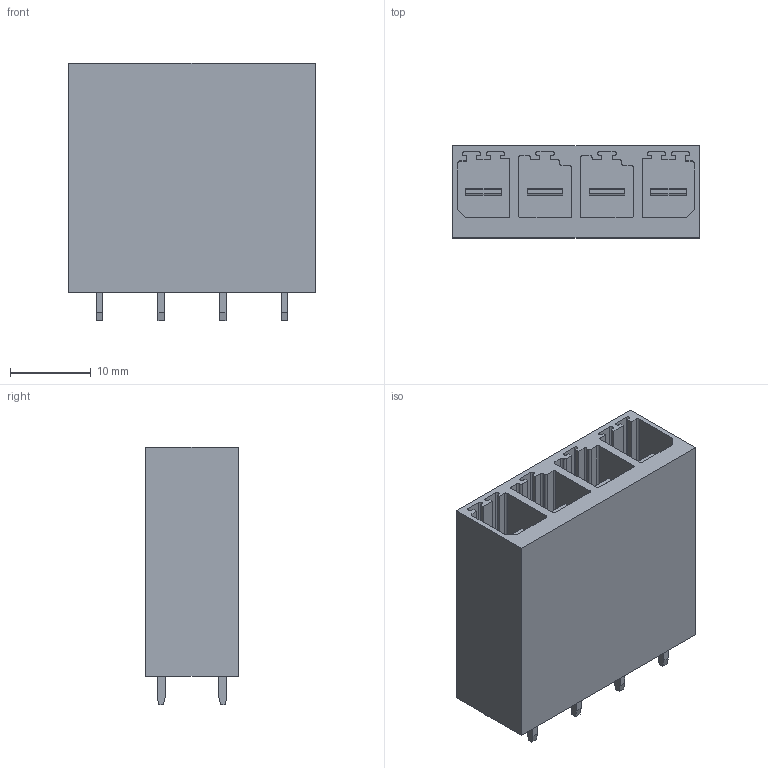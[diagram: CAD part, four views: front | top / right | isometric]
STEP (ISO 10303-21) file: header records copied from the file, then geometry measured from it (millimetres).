
FILE_DESCRIPTION(('CATIA V5 STEP Exchange','CAx-IF Rec.Pracs.--- Model Styling and Organization---1.2---2011-12-15'),'2;1');
FILE_NAME ('D1459400_0_1930620000_1930620000.stp','2018-11-29T03:53:24+00:00',('none'),('Weidmueller'),'CATIA Version 5-6 Release 2014','CATIA V5 STEP AP214','none');
FILE_SCHEMA(('AUTOMOTIVE_DESIGN { 1 0 10303 214 1 1 1 1 }'));
Length unit declared in the file: millimetre
Products named in the file (1): 1930620000
Bounding box: 30.48 x 11.4 x 31.8 mm (x, y, z)
Volume: 6937.3 mm3; surface area: 7390.5 mm2
Topology: 5 solids, 5 shells, 308 faces, 886 edges, 588 vertices
Faces by surface type: plane 266, cylinder 42
Entity records: 8029 total; most frequent: ORIENTED_EDGE 1772, CARTESIAN_POINT 1313, DIRECTION 974, EDGE_CURVE 722, VECTOR 646, LINE 646, VERTEX_POINT 464, EDGE_LOOP 324
